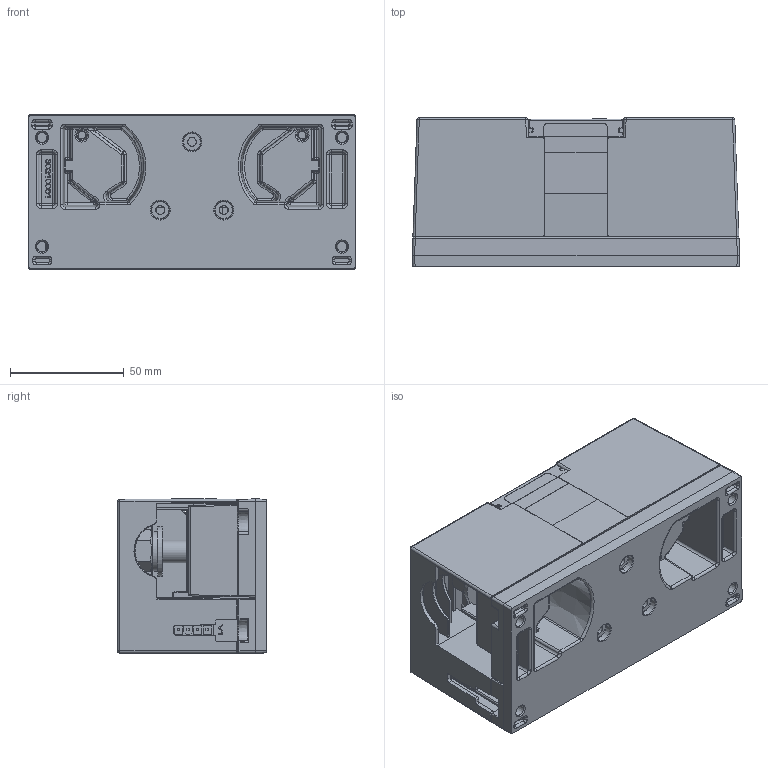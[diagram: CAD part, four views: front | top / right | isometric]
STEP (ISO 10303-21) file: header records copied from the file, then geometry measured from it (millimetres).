
FILE_DESCRIPTION(/* description */ (''),/* implementation_level */ '2;1');
FILE_NAME(/* name */ 'FILE_STP_CAD_DRAWING_3D_DMED4_prt.stp',/* time_stamp */ '2023-11-16T16:19:15+01:00',/* author */ (''),/* organization */ (''),/* preprocessor_version */ 'ST-DEVELOPER v16.7',/* originating_system */ 'SIEMENS PLM Software NX 12.0',/* authorisation */ '');
FILE_SCHEMA (('AUTOMOTIVE_DESIGN { 1 0 10303 214 3 1 1 1 }'));
Products named in the file (4): 3D_30210061; 3D_30202731; 3D_30202730; 3D_DMED4
Assembly tree (3 placements, depth 2):
  3D_DMED4
    3D_30202730
    3D_30202731
    3D_30210061
Bounding box: 143.96 x 65.4 x 68.12 mm (x, y, z)
Surface area: 163256 mm2 (no closed solid volume)
Topology: 0 solids, 189 shells, 2182 faces, 7142 edges, 5004 vertices
Faces by surface type: plane 1009, cylinder 675, bspline 238, cone 96, sphere 95, torus 67, extrusion 2
Full cylindrical faces by diameter (mm): 7.5 x2, 10 x2, 15 x2, 22 x4
Entity records: 84708 total; most frequent: CARTESIAN_POINT 23325, DIRECTION 12146, ORIENTED_EDGE 11521, EDGE_CURVE 6936, VERTEX_POINT 4975, VECTOR 4502, LINE 4500, AXIS2_PLACEMENT_3D 3822
